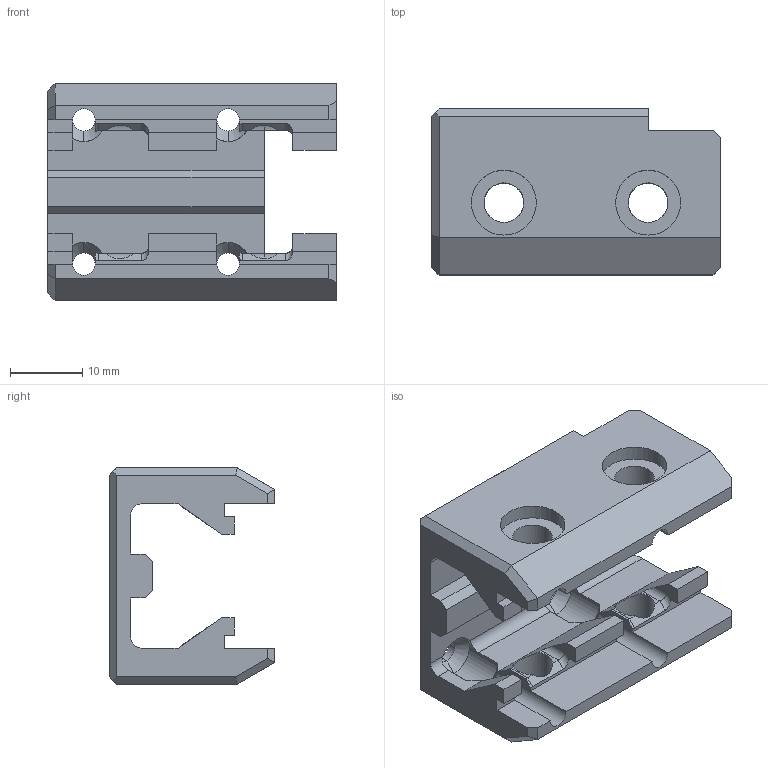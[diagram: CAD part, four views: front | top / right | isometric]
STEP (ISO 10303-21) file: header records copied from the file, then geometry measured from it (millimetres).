
FILE_DESCRIPTION (( 'STEP AP203' ), '1' );
FILE_NAME ('x_positive_gantry_mount.STEP', '2019-06-25T20:14:45', ( '' ), ( '' ), 'SwSTEP 2.0', 'SolidWorks 2018', '' );
FILE_SCHEMA (( 'CONFIG_CONTROL_DESIGN' ));
Length unit declared in the file: millimetre
Products named in the file (1): x_positive_gantry_mount
Bounding box: 40 x 23 x 30 mm (x, y, z)
Volume: 9798.6 mm3; surface area: 7023.3 mm2
Topology: 1 solids, 1 shells, 177 faces, 487 edges, 308 vertices
Faces by surface type: plane 103, cylinder 60, cone 14
Entity records: 5738 total; most frequent: CARTESIAN_POINT 1195, ORIENTED_EDGE 974, DIRECTION 893, EDGE_CURVE 487, LINE 345, VECTOR 345, VERTEX_POINT 308, AXIS2_PLACEMENT_3D 274
